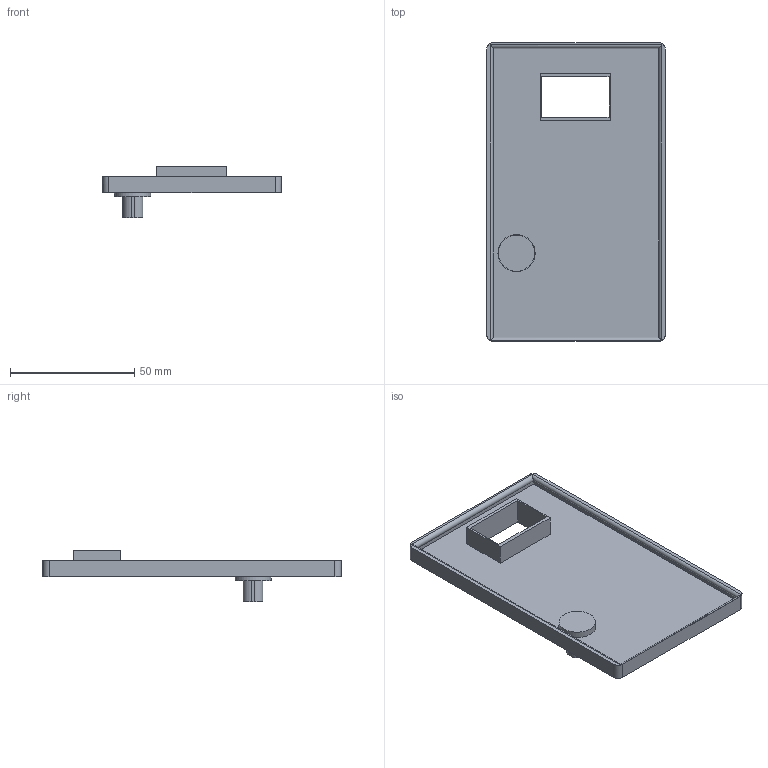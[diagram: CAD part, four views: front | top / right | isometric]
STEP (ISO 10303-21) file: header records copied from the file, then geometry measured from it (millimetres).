
FILE_DESCRIPTION(/* description */ ('','CAx-IF Rec.Pracs.---Representation and Presentation of Product Manufacturing Information (PMI)---4.0---2014-10-13'),/* implementation_level */ '2;1');
FILE_NAME(/* name */ 'LED_BOX_top v29.step',/* time_stamp */ '2025-03-16T21:47:11+01:00',/* author */ (''),/* organization */ (''),/* preprocessor_version */ 'ST-DEVELOPER v20',/* originating_system */ 'Autodesk Translation Framework v13.20.0.188',/* authorisation */ '');
FILE_SCHEMA (('AP242_MANAGED_MODEL_BASED_3D_ENGINEERING_MIM_LF { 1 0 10303 442 1 1 4 }'));
Length unit declared in the file: millimetre
Products named in the file (1): LED_BOX_top
Bounding box: 71.9 x 120.2 x 20.65 mm (x, y, z)
Volume: 25281.2 mm3; surface area: 23485.1 mm2
Topology: 3 solids, 3 shells, 395 faces, 1094 edges, 726 vertices
Faces by surface type: plane 191, bspline 188, cylinder 16
Full cylindrical faces by diameter (mm): 14.6 x2, 15 x1, 20 x1
Entity records: 13025 total; most frequent: CARTESIAN_POINT 4742, ORIENTED_EDGE 2188, DIRECTION 1152, EDGE_CURVE 1094, VERTEX_POINT 726, LINE 684, VECTOR 684, EDGE_LOOP 421
